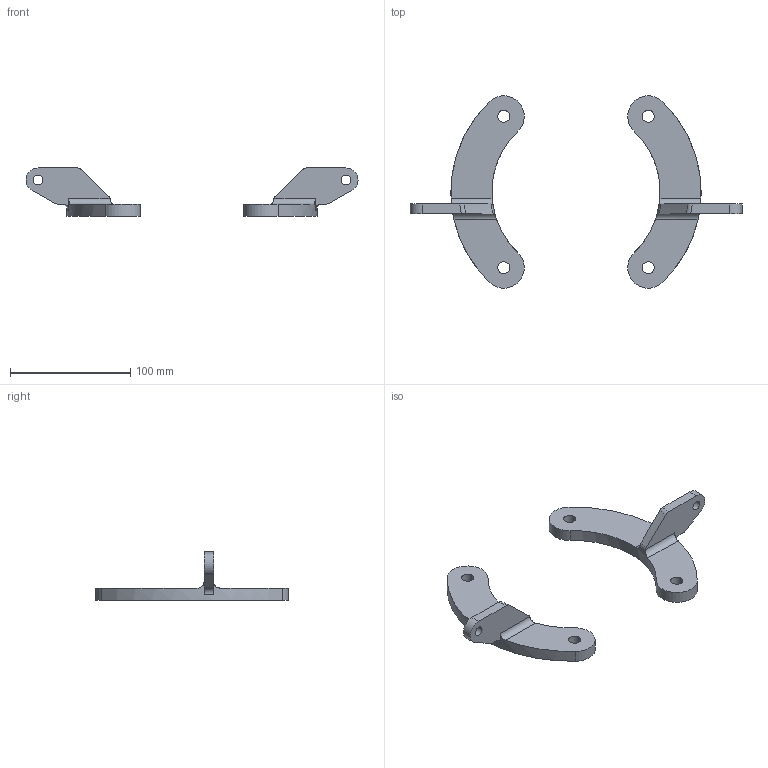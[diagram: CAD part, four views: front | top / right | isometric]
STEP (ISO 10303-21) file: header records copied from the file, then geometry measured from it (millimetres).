
FILE_DESCRIPTION(('CATIA V5 STEP Exchange'),'2;1');
FILE_NAME('chape BAR.stp','2024-02-25T09:58:20+00:00',('none'),('none'),'CATIA Version 5 Release 19 SP 2 (IN-10)','CATIA V5 STEP AP203','none');
FILE_SCHEMA(('CONFIG_CONTROL_DESIGN'));
Length unit declared in the file: millimetre
Products named in the file (1): Part1
Bounding box: 276 x 159.93 x 40 mm (x, y, z)
Volume: 135831.6 mm3; surface area: 38971.8 mm2
Topology: 2 solids, 2 shells, 52 faces, 144 edges, 96 vertices
Faces by surface type: cylinder 28, plane 16, torus 6, cone 2
Entity records: 1701 total; most frequent: CARTESIAN_POINT 426, ORIENTED_EDGE 288, DIRECTION 186, EDGE_CURVE 144, AXIS2_PLACEMENT_3D 100, VERTEX_POINT 96, CIRCLE 64, EDGE_LOOP 64
